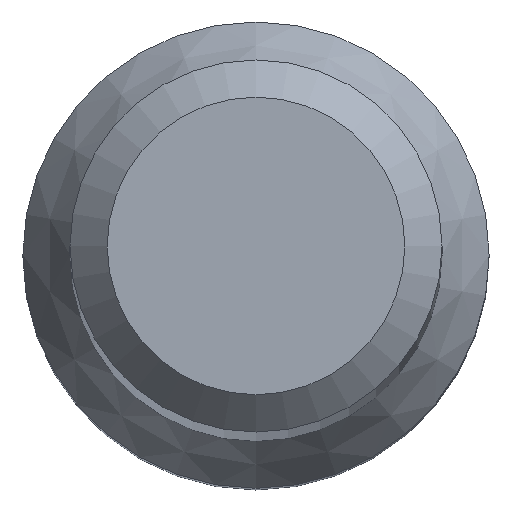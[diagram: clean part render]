
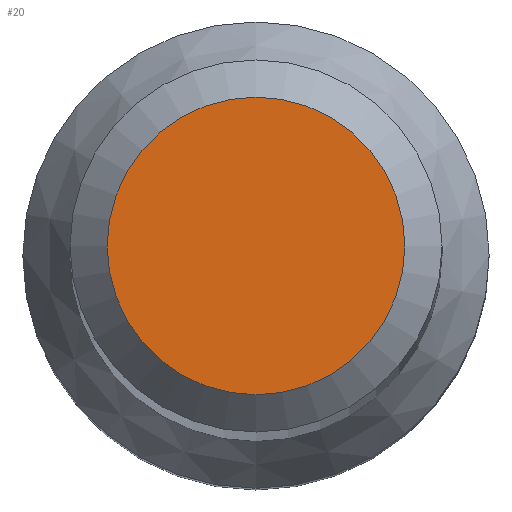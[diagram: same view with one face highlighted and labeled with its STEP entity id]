
A CAD part, top view. The second image highlights one B-rep face of the part: STEP entity #20.
In plain terms, the highlighted planar face has unit normal (0, 0, 1).
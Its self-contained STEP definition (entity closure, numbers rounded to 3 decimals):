
#20 = ADVANCED_FACE ( 'NONE', ( #47 ), #124, .F. ) ;
#34 = DIRECTION ( 'NONE',  ( 0., 1., 0. ) ) ;
#36 = AXIS2_PLACEMENT_3D ( 'NONE', #111, #207, #229 ) ;
#47 = FACE_OUTER_BOUND ( 'NONE', #82, .T. ) ;
#80 = CIRCLE ( 'NONE', #183, 2.4 ) ;
#82 = EDGE_LOOP ( 'NONE', ( #131 ) ) ;
#111 = CARTESIAN_POINT ( 'NONE',  ( 0., 0., 101. ) ) ;
#124 = PLANE ( 'NONE',  #36 ) ;
#131 = ORIENTED_EDGE ( 'NONE', *, *, #137, .F. ) ;
#137 = EDGE_CURVE ( 'NONE', #155, #155, #80, .T. ) ;
#155 = VERTEX_POINT ( 'NONE', #177 ) ;
#170 = DIRECTION ( 'NONE',  ( 0., 0., -1. ) ) ;
#177 = CARTESIAN_POINT ( 'NONE',  ( 0., 2.4, 101. ) ) ;
#183 = AXIS2_PLACEMENT_3D ( 'NONE', #209, #170, #34 ) ;
#207 = DIRECTION ( 'NONE',  ( 0., 0., -1. ) ) ;
#209 = CARTESIAN_POINT ( 'NONE',  ( 0., 0., 101. ) ) ;
#229 = DIRECTION ( 'NONE',  ( 0., 1., 0. ) ) ;
